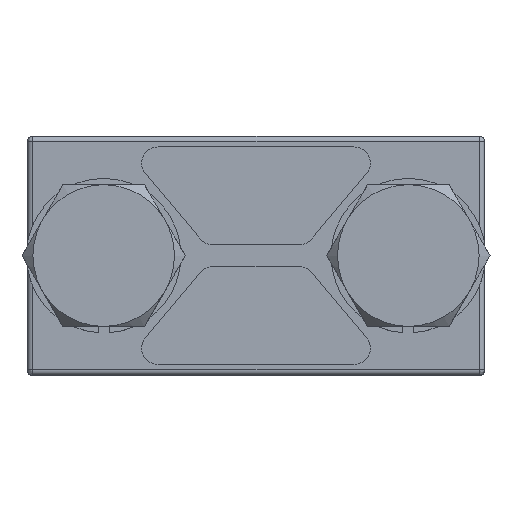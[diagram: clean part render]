
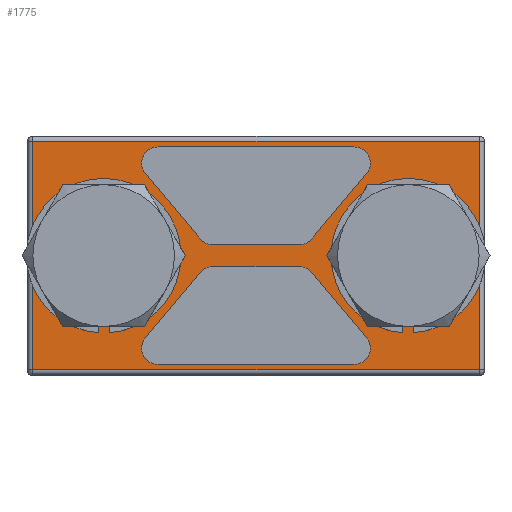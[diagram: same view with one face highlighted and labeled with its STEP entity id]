
A CAD part, top view. The second image highlights one B-rep face of the part: STEP entity #1775.
In plain terms, the highlighted face is planar.
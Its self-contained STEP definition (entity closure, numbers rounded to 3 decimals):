
#1563=AXIS2_PLACEMENT_3D('Plane Axis2P3D',#1560,#1561,#1562) ;
#1627=AXIS2_PLACEMENT_3D('Circle Axis2P3D',#1625,#1626,$) ;
#1636=AXIS2_PLACEMENT_3D('Circle Axis2P3D',#1634,#1635,$) ;
#1654=AXIS2_PLACEMENT_3D('Circle Axis2P3D',#1652,#1653,$) ;
#1668=AXIS2_PLACEMENT_3D('Circle Axis2P3D',#1666,#1667,$) ;
#1682=AXIS2_PLACEMENT_3D('Circle Axis2P3D',#1680,#1681,$) ;
#1696=AXIS2_PLACEMENT_3D('Circle Axis2P3D',#1694,#1695,$) ;
#1720=AXIS2_PLACEMENT_3D('Circle Axis2P3D',#1718,#1719,$) ;
#1734=AXIS2_PLACEMENT_3D('Circle Axis2P3D',#1732,#1733,$) ;
#1748=AXIS2_PLACEMENT_3D('Circle Axis2P3D',#1746,#1747,$) ;
#1762=AXIS2_PLACEMENT_3D('Circle Axis2P3D',#1760,#1761,$) ;
#1560=CARTESIAN_POINT('Axis2P3D Location',(0.,0.,0.)) ;
#1565=CARTESIAN_POINT('Line Origine',(0.,10.5,0.)) ;
#1569=CARTESIAN_POINT('Vertex',(20.5,10.5,0.)) ;
#1571=CARTESIAN_POINT('Vertex',(-20.5,10.5,0.)) ;
#1574=CARTESIAN_POINT('Line Origine',(20.5,0.,0.)) ;
#1578=CARTESIAN_POINT('Vertex',(20.5,-10.5,0.)) ;
#1581=CARTESIAN_POINT('Line Origine',(0.,-10.5,0.)) ;
#1585=CARTESIAN_POINT('Vertex',(-20.5,-10.5,0.)) ;
#1588=CARTESIAN_POINT('Line Origine',(-20.5,0.,0.)) ;
#1600=CARTESIAN_POINT('Control Point',(-14.,4.75,0.)) ;
#1601=CARTESIAN_POINT('Control Point',(-12.51,4.748,0.)) ;
#1602=CARTESIAN_POINT('Control Point',(-9.519,3.596,0.)) ;
#1603=CARTESIAN_POINT('Control Point',(-7.807,0.003,0.)) ;
#1604=CARTESIAN_POINT('Control Point',(-9.515,-3.594,0.)) ;
#1605=CARTESIAN_POINT('Control Point',(-12.508,-4.748,0.)) ;
#1606=CARTESIAN_POINT('Control Point',(-14.,-4.75,0.)) ;
#1607=CARTESIAN_POINT('Vertex',(-14.,4.75,0.)) ;
#1609=CARTESIAN_POINT('Vertex',(-14.,-4.75,0.)) ;
#1613=CARTESIAN_POINT('Control Point',(-14.,-4.75,0.)) ;
#1614=CARTESIAN_POINT('Control Point',(-15.491,-4.748,0.)) ;
#1615=CARTESIAN_POINT('Control Point',(-18.483,-3.595,0.)) ;
#1616=CARTESIAN_POINT('Control Point',(-20.193,0.,0.)) ;
#1617=CARTESIAN_POINT('Control Point',(-18.483,3.595,0.)) ;
#1618=CARTESIAN_POINT('Control Point',(-15.491,4.748,0.)) ;
#1619=CARTESIAN_POINT('Control Point',(-14.,4.75,0.)) ;
#1625=CARTESIAN_POINT('Axis2P3D Location',(14.,0.,0.)) ;
#1629=CARTESIAN_POINT('Vertex',(14.,4.75,0.)) ;
#1631=CARTESIAN_POINT('Vertex',(14.,-4.75,0.)) ;
#1634=CARTESIAN_POINT('Axis2P3D Location',(14.,0.,0.)) ;
#1643=CARTESIAN_POINT('Line Origine',(-7.632,4.536,0.)) ;
#1647=CARTESIAN_POINT('Vertex',(-10.149,7.536,0.)) ;
#1649=CARTESIAN_POINT('Vertex',(-5.114,1.536,0.)) ;
#1652=CARTESIAN_POINT('Axis2P3D Location',(-3.965,2.5,0.)) ;
#1656=CARTESIAN_POINT('Vertex',(-3.965,1.,0.)) ;
#1659=CARTESIAN_POINT('Line Origine',(0.,1.,0.)) ;
#1663=CARTESIAN_POINT('Vertex',(3.965,1.,0.)) ;
#1666=CARTESIAN_POINT('Axis2P3D Location',(3.965,2.5,0.)) ;
#1670=CARTESIAN_POINT('Vertex',(5.114,1.536,0.)) ;
#1673=CARTESIAN_POINT('Line Origine',(7.632,4.536,0.)) ;
#1677=CARTESIAN_POINT('Vertex',(10.149,7.536,0.)) ;
#1680=CARTESIAN_POINT('Axis2P3D Location',(9.,8.5,0.)) ;
#1684=CARTESIAN_POINT('Vertex',(9.,10.,0.)) ;
#1687=CARTESIAN_POINT('Line Origine',(0.,10.,0.)) ;
#1691=CARTESIAN_POINT('Vertex',(-9.,10.,0.)) ;
#1694=CARTESIAN_POINT('Axis2P3D Location',(-9.,8.5,0.)) ;
#1709=CARTESIAN_POINT('Line Origine',(-7.632,-4.536,0.)) ;
#1713=CARTESIAN_POINT('Vertex',(-10.149,-7.536,0.)) ;
#1715=CARTESIAN_POINT('Vertex',(-5.114,-1.536,0.)) ;
#1718=CARTESIAN_POINT('Axis2P3D Location',(-9.,-8.5,0.)) ;
#1722=CARTESIAN_POINT('Vertex',(-9.,-10.,0.)) ;
#1725=CARTESIAN_POINT('Line Origine',(0.,-10.,0.)) ;
#1729=CARTESIAN_POINT('Vertex',(9.,-10.,0.)) ;
#1732=CARTESIAN_POINT('Axis2P3D Location',(9.,-8.5,0.)) ;
#1736=CARTESIAN_POINT('Vertex',(10.149,-7.536,0.)) ;
#1739=CARTESIAN_POINT('Line Origine',(7.632,-4.536,0.)) ;
#1743=CARTESIAN_POINT('Vertex',(5.114,-1.536,0.)) ;
#1746=CARTESIAN_POINT('Axis2P3D Location',(3.965,-2.5,0.)) ;
#1750=CARTESIAN_POINT('Vertex',(3.965,-1.,0.)) ;
#1753=CARTESIAN_POINT('Line Origine',(0.,-1.,0.)) ;
#1757=CARTESIAN_POINT('Vertex',(-3.965,-1.,0.)) ;
#1760=CARTESIAN_POINT('Axis2P3D Location',(-3.965,-2.5,0.)) ;
#1561=DIRECTION('Axis2P3D Direction',(0.,-0.,1.)) ;
#1562=DIRECTION('Axis2P3D XDirection',(0.,1.,0.)) ;
#1566=DIRECTION('Vector Direction',(-1.,0.,0.)) ;
#1575=DIRECTION('Vector Direction',(0.,1.,0.)) ;
#1582=DIRECTION('Vector Direction',(1.,0.,0.)) ;
#1589=DIRECTION('Vector Direction',(0.,-1.,0.)) ;
#1626=DIRECTION('Axis2P3D Direction',(0.,-0.,1.)) ;
#1635=DIRECTION('Axis2P3D Direction',(0.,-0.,1.)) ;
#1644=DIRECTION('Vector Direction',(0.643,-0.766,0.)) ;
#1653=DIRECTION('Axis2P3D Direction',(0.,-0.,1.)) ;
#1660=DIRECTION('Vector Direction',(1.,0.,0.)) ;
#1667=DIRECTION('Axis2P3D Direction',(0.,-0.,1.)) ;
#1674=DIRECTION('Vector Direction',(0.643,0.766,0.)) ;
#1681=DIRECTION('Axis2P3D Direction',(0.,-0.,1.)) ;
#1688=DIRECTION('Vector Direction',(1.,0.,0.)) ;
#1695=DIRECTION('Axis2P3D Direction',(0.,-0.,1.)) ;
#1710=DIRECTION('Vector Direction',(0.643,0.766,0.)) ;
#1719=DIRECTION('Axis2P3D Direction',(0.,-0.,1.)) ;
#1726=DIRECTION('Vector Direction',(1.,0.,0.)) ;
#1733=DIRECTION('Axis2P3D Direction',(0.,-0.,1.)) ;
#1740=DIRECTION('Vector Direction',(0.643,-0.766,0.)) ;
#1747=DIRECTION('Axis2P3D Direction',(0.,-0.,1.)) ;
#1754=DIRECTION('Vector Direction',(1.,0.,0.)) ;
#1761=DIRECTION('Axis2P3D Direction',(0.,-0.,1.)) ;
#1567=VECTOR('Line Direction',#1566,1.) ;
#1576=VECTOR('Line Direction',#1575,1.) ;
#1583=VECTOR('Line Direction',#1582,1.) ;
#1590=VECTOR('Line Direction',#1589,1.) ;
#1645=VECTOR('Line Direction',#1644,1.) ;
#1661=VECTOR('Line Direction',#1660,1.) ;
#1675=VECTOR('Line Direction',#1674,1.) ;
#1689=VECTOR('Line Direction',#1688,1.) ;
#1711=VECTOR('Line Direction',#1710,1.) ;
#1727=VECTOR('Line Direction',#1726,1.) ;
#1741=VECTOR('Line Direction',#1740,1.) ;
#1755=VECTOR('Line Direction',#1754,1.) ;
#1594=ORIENTED_EDGE('',*,*,#1573,.F.) ;
#1595=ORIENTED_EDGE('',*,*,#1580,.F.) ;
#1596=ORIENTED_EDGE('',*,*,#1587,.F.) ;
#1597=ORIENTED_EDGE('',*,*,#1592,.F.) ;
#1622=ORIENTED_EDGE('',*,*,#1611,.F.) ;
#1623=ORIENTED_EDGE('',*,*,#1620,.F.) ;
#1640=ORIENTED_EDGE('',*,*,#1633,.F.) ;
#1641=ORIENTED_EDGE('',*,*,#1638,.F.) ;
#1700=ORIENTED_EDGE('',*,*,#1651,.T.) ;
#1701=ORIENTED_EDGE('',*,*,#1658,.F.) ;
#1702=ORIENTED_EDGE('',*,*,#1665,.T.) ;
#1703=ORIENTED_EDGE('',*,*,#1672,.F.) ;
#1704=ORIENTED_EDGE('',*,*,#1679,.T.) ;
#1705=ORIENTED_EDGE('',*,*,#1686,.F.) ;
#1706=ORIENTED_EDGE('',*,*,#1693,.F.) ;
#1707=ORIENTED_EDGE('',*,*,#1698,.F.) ;
#1766=ORIENTED_EDGE('',*,*,#1717,.F.) ;
#1767=ORIENTED_EDGE('',*,*,#1724,.T.) ;
#1768=ORIENTED_EDGE('',*,*,#1731,.T.) ;
#1769=ORIENTED_EDGE('',*,*,#1738,.T.) ;
#1770=ORIENTED_EDGE('',*,*,#1745,.F.) ;
#1771=ORIENTED_EDGE('',*,*,#1752,.T.) ;
#1772=ORIENTED_EDGE('',*,*,#1759,.F.) ;
#1773=ORIENTED_EDGE('',*,*,#1764,.T.) ;
#1624=FACE_BOUND('',#1621,.T.) ;
#1642=FACE_BOUND('',#1639,.T.) ;
#1708=FACE_BOUND('',#1699,.T.) ;
#1774=FACE_BOUND('',#1765,.T.) ;
#1775=ADVANCED_FACE('Hauptkoerper nicht benutzen',(#1598,#1624,#1642,#1708,#1774),#1564,.F.) ;
#1599=B_SPLINE_CURVE_WITH_KNOTS('',5,(#1600,#1601,#1602,#1603,#1604,#1605,#1606),.UNSPECIFIED.,.F.,.U.,(6,1,6),(0.,8.67,17.357),.UNSPECIFIED.) ;
#1612=B_SPLINE_CURVE_WITH_KNOTS('',5,(#1613,#1614,#1615,#1616,#1617,#1618,#1619),.UNSPECIFIED.,.F.,.U.,(6,1,6),(0.,8.679,17.357),.UNSPECIFIED.) ;
#1628=CIRCLE('generated circle',#1627,4.75) ;
#1637=CIRCLE('generated circle',#1636,4.75) ;
#1655=CIRCLE('generated circle',#1654,1.5) ;
#1669=CIRCLE('generated circle',#1668,1.5) ;
#1683=CIRCLE('generated circle',#1682,1.5) ;
#1697=CIRCLE('generated circle',#1696,1.5) ;
#1721=CIRCLE('generated circle',#1720,1.5) ;
#1735=CIRCLE('generated circle',#1734,1.5) ;
#1749=CIRCLE('generated circle',#1748,1.5) ;
#1763=CIRCLE('generated circle',#1762,1.5) ;
#1573=EDGE_CURVE('',#1570,#1572,#1568,.T.) ;
#1580=EDGE_CURVE('',#1579,#1570,#1577,.T.) ;
#1587=EDGE_CURVE('',#1586,#1579,#1584,.T.) ;
#1592=EDGE_CURVE('',#1572,#1586,#1591,.T.) ;
#1611=EDGE_CURVE('',#1608,#1610,#1599,.T.) ;
#1620=EDGE_CURVE('',#1610,#1608,#1612,.T.) ;
#1633=EDGE_CURVE('',#1630,#1632,#1628,.F.) ;
#1638=EDGE_CURVE('',#1632,#1630,#1637,.F.) ;
#1651=EDGE_CURVE('',#1648,#1650,#1646,.T.) ;
#1658=EDGE_CURVE('',#1657,#1650,#1655,.F.) ;
#1665=EDGE_CURVE('',#1657,#1664,#1662,.T.) ;
#1672=EDGE_CURVE('',#1671,#1664,#1669,.F.) ;
#1679=EDGE_CURVE('',#1671,#1678,#1676,.T.) ;
#1686=EDGE_CURVE('',#1685,#1678,#1683,.F.) ;
#1693=EDGE_CURVE('',#1692,#1685,#1690,.T.) ;
#1698=EDGE_CURVE('',#1648,#1692,#1697,.F.) ;
#1717=EDGE_CURVE('',#1714,#1716,#1712,.T.) ;
#1724=EDGE_CURVE('',#1714,#1723,#1721,.T.) ;
#1731=EDGE_CURVE('',#1723,#1730,#1728,.T.) ;
#1738=EDGE_CURVE('',#1730,#1737,#1735,.T.) ;
#1745=EDGE_CURVE('',#1744,#1737,#1742,.T.) ;
#1752=EDGE_CURVE('',#1744,#1751,#1749,.T.) ;
#1759=EDGE_CURVE('',#1758,#1751,#1756,.T.) ;
#1764=EDGE_CURVE('',#1758,#1716,#1763,.T.) ;
#1593=EDGE_LOOP('',(#1594,#1595,#1596,#1597)) ;
#1621=EDGE_LOOP('',(#1622,#1623)) ;
#1639=EDGE_LOOP('',(#1640,#1641)) ;
#1699=EDGE_LOOP('',(#1700,#1701,#1702,#1703,#1704,#1705,#1706,#1707)) ;
#1765=EDGE_LOOP('',(#1766,#1767,#1768,#1769,#1770,#1771,#1772,#1773)) ;
#1598=FACE_OUTER_BOUND('',#1593,.T.) ;
#1568=LINE('Line',#1565,#1567) ;
#1577=LINE('Line',#1574,#1576) ;
#1584=LINE('Line',#1581,#1583) ;
#1591=LINE('Line',#1588,#1590) ;
#1646=LINE('Line',#1643,#1645) ;
#1662=LINE('Line',#1659,#1661) ;
#1676=LINE('Line',#1673,#1675) ;
#1690=LINE('Line',#1687,#1689) ;
#1712=LINE('Line',#1709,#1711) ;
#1728=LINE('Line',#1725,#1727) ;
#1742=LINE('Line',#1739,#1741) ;
#1756=LINE('Line',#1753,#1755) ;
#1564=PLANE('Plane',#1563) ;
#1570=VERTEX_POINT('',#1569) ;
#1572=VERTEX_POINT('',#1571) ;
#1579=VERTEX_POINT('',#1578) ;
#1586=VERTEX_POINT('',#1585) ;
#1608=VERTEX_POINT('',#1607) ;
#1610=VERTEX_POINT('',#1609) ;
#1630=VERTEX_POINT('',#1629) ;
#1632=VERTEX_POINT('',#1631) ;
#1648=VERTEX_POINT('',#1647) ;
#1650=VERTEX_POINT('',#1649) ;
#1657=VERTEX_POINT('',#1656) ;
#1664=VERTEX_POINT('',#1663) ;
#1671=VERTEX_POINT('',#1670) ;
#1678=VERTEX_POINT('',#1677) ;
#1685=VERTEX_POINT('',#1684) ;
#1692=VERTEX_POINT('',#1691) ;
#1714=VERTEX_POINT('',#1713) ;
#1716=VERTEX_POINT('',#1715) ;
#1723=VERTEX_POINT('',#1722) ;
#1730=VERTEX_POINT('',#1729) ;
#1737=VERTEX_POINT('',#1736) ;
#1744=VERTEX_POINT('',#1743) ;
#1751=VERTEX_POINT('',#1750) ;
#1758=VERTEX_POINT('',#1757) ;
